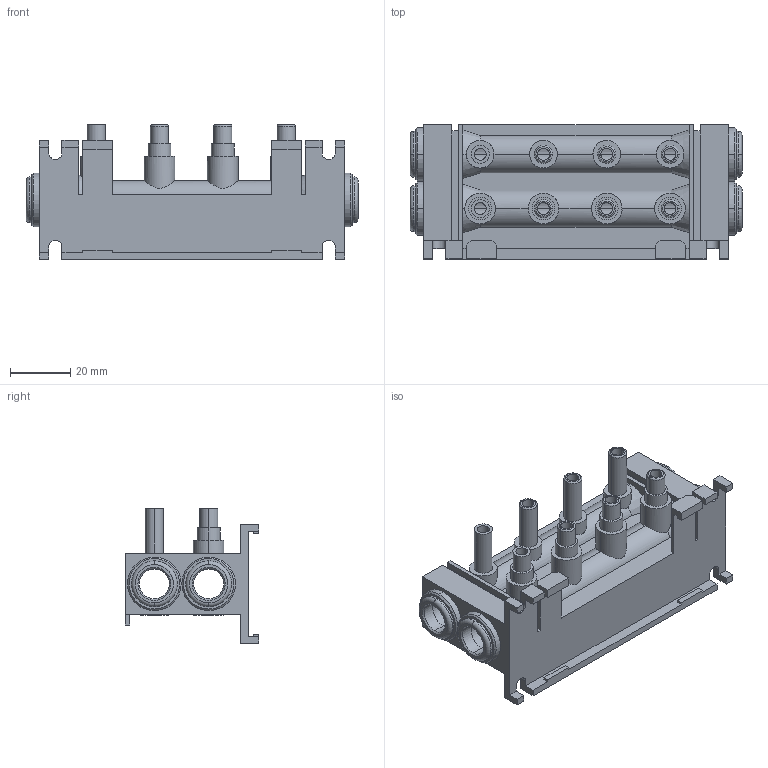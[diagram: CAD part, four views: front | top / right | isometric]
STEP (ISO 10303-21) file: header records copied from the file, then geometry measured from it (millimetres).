
FILE_DESCRIPTION (( 'STEP AP214' ), '1' );
FILE_NAME ('BVM-446M.step', '2016-07-27T15:13:45', ( '' ), ( '' ), 'SwSTEP 2.0', 'SolidWorks 2016', '' );
FILE_SCHEMA (( 'AUTOMOTIVE_DESIGN' ));
Length unit declared in the file: inch
Products named in the file (1): BVM-446M
Bounding box: 110.19 x 44.45 x 44.69 mm (x, y, z)
Volume: 47024.8 mm3; surface area: 37065.6 mm2
Topology: 5 solids, 5 shells, 320 faces, 802 edges, 512 vertices
Faces by surface type: plane 144, cylinder 128, cone 28, torus 20
Entity records: 11829 total; most frequent: CARTESIAN_POINT 3461, DIRECTION 1644, ORIENTED_EDGE 1604, EDGE_CURVE 802, AXIS2_PLACEMENT_3D 601, VERTEX_POINT 512, LINE 442, VECTOR 442
